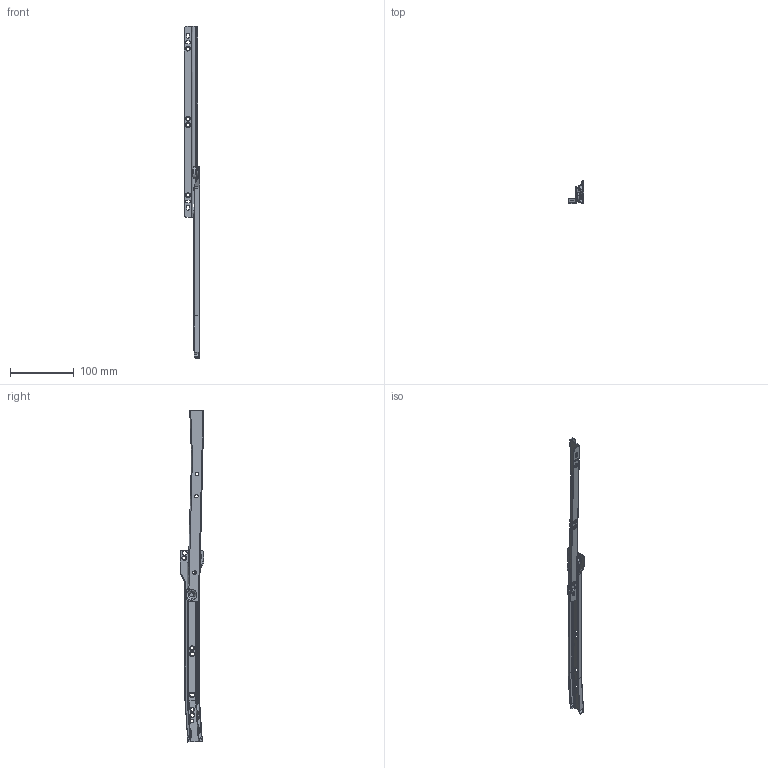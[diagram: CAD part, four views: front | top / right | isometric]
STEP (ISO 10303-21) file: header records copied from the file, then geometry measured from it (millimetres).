
FILE_DESCRIPTION (( 'STEP AP214' ), '1' );
FILE_NAME ('FR_1921.0300mm_12inch_open_right.STEP', '2022-11-07T06:39:31', ( '' ), ( '' ), 'SwSTEP 2.0', 'SolidWorks 2020', '' );
FILE_SCHEMA (( 'AUTOMOTIVE_DESIGN' ));
Length unit declared in the file: millimetre
Products named in the file (9): 1921 CABINET ROLLER; 1921 CABINET RIVET; 1921 DRAWER RIVET; 1921.XXX-01.C022 RIGHT_NL  300; 1921.XXX-03.C022 RIGHT_NL  300; 1921 DRAWER ROLLER; FR_1921.0300mm_12inch_open_right
Assembly tree (8 placements, depth 3):
  FR_1921.0300mm_12inch_open_right
    1921.XXX-01.C022 RIGHT_NL  300
      1921.XXX-01.C022 RIGHT_NL  300
      1921 CABINET RIVET
      1921 CABINET ROLLER
    1921.XXX-03.C022 RIGHT_NL  300
      1921.XXX-03.C022 RIGHT_NL  300
      1921 DRAWER RIVET
      1921 DRAWER ROLLER
Bounding box: 24.3 x 37.4 x 521.14 mm (x, y, z)
Volume: 29307.6 mm3; surface area: 50418.7 mm2
Topology: 6 solids, 6 shells, 385 faces, 985 edges, 614 vertices
Faces by surface type: cylinder 165, plane 127, cone 40, torus 27, bspline 22, sphere 4
Entity records: 13639 total; most frequent: CARTESIAN_POINT 4056, DIRECTION 1956, ORIENTED_EDGE 1942, EDGE_CURVE 971, AXIS2_PLACEMENT_3D 739, VERTEX_POINT 610, LINE 478, VECTOR 478
